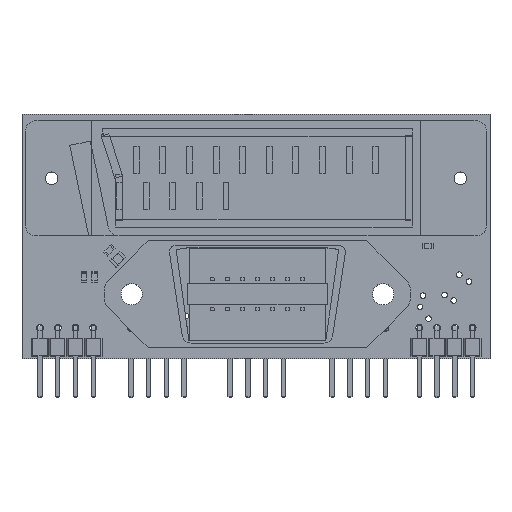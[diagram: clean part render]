
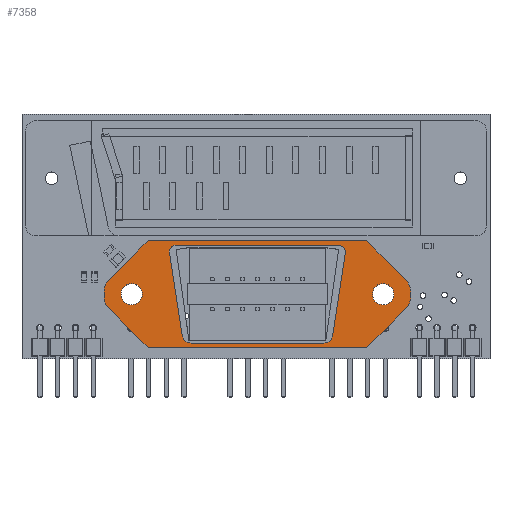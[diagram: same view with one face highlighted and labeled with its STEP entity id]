
A CAD part, top view. The second image highlights one B-rep face of the part: STEP entity #7358.
In plain terms, the highlighted planar face has unit normal (0, 0, 1).
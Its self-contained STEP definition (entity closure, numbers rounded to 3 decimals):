
#7358 = ADVANCED_FACE('',(#7359,#7445,#7547,#7558),#7569,.T.);
#7359 = FACE_BOUND('',#7360,.T.);
#7360 = EDGE_LOOP('',(#7361,#7371,#7380,#7388,#7396,#7405,#7413,#7422,
    #7430,#7438));
#7361 = ORIENTED_EDGE('',*,*,#7362,.F.);
#7362 = EDGE_CURVE('',#7363,#7365,#7367,.T.);
#7363 = VERTEX_POINT('',#7364);
#7364 = CARTESIAN_POINT('',(-17.19,-3.032,1.));
#7365 = VERTEX_POINT('',#7366);
#7366 = CARTESIAN_POINT('',(1.595,-0.392,1.));
#7367 = LINE('',#7368,#7369);
#7368 = CARTESIAN_POINT('',(-20.275,-3.465,1.));
#7369 = VECTOR('',#7370,1.);
#7370 = DIRECTION('',(0.99,0.139,0.));
#7371 = ORIENTED_EDGE('',*,*,#7372,.F.);
#7372 = EDGE_CURVE('',#7373,#7363,#7375,.T.);
#7373 = VERTEX_POINT('',#7374);
#7374 = CARTESIAN_POINT('',(-18.616,-2.119,1.));
#7375 = CIRCLE('',#7376,1.3);
#7376 = AXIS2_PLACEMENT_3D('',#7377,#7378,#7379);
#7377 = CARTESIAN_POINT('',(-17.371,-1.745,1.));
#7378 = DIRECTION('',(-0.,0.,1.));
#7379 = DIRECTION('',(0.139,-0.99,0.));
#7380 = ORIENTED_EDGE('',*,*,#7381,.T.);
#7381 = EDGE_CURVE('',#7373,#7382,#7384,.T.);
#7382 = VERTEX_POINT('',#7383);
#7383 = CARTESIAN_POINT('',(-22.084,9.408,1.));
#7384 = LINE('',#7385,#7386);
#7385 = CARTESIAN_POINT('',(-19.398,0.48,1.));
#7386 = VECTOR('',#7387,1.);
#7387 = DIRECTION('',(-0.288,0.958,0.));
#7388 = ORIENTED_EDGE('',*,*,#7389,.T.);
#7389 = EDGE_CURVE('',#7382,#7390,#7392,.T.);
#7390 = VERTEX_POINT('',#7391);
#7391 = CARTESIAN_POINT('',(-22.086,9.418,1.));
#7392 = LINE('',#7393,#7394);
#7393 = CARTESIAN_POINT('',(-20.275,-3.465,1.));
#7394 = VECTOR('',#7395,1.);
#7395 = DIRECTION('',(-0.139,0.99,0.));
#7396 = ORIENTED_EDGE('',*,*,#7397,.T.);
#7397 = EDGE_CURVE('',#7390,#7398,#7400,.T.);
#7398 = VERTEX_POINT('',#7399);
#7399 = CARTESIAN_POINT('',(-21.243,10.536,1.));
#7400 = CIRCLE('',#7401,0.99);
#7401 = AXIS2_PLACEMENT_3D('',#7402,#7403,#7404);
#7402 = CARTESIAN_POINT('',(-21.105,9.556,1.));
#7403 = DIRECTION('',(0.,-0.,-1.));
#7404 = DIRECTION('',(0.139,-0.99,0.));
#7405 = ORIENTED_EDGE('',*,*,#7406,.T.);
#7406 = EDGE_CURVE('',#7398,#7407,#7409,.T.);
#7407 = VERTEX_POINT('',#7408);
#7408 = CARTESIAN_POINT('',(1.751,13.768,1.));
#7409 = LINE('',#7410,#7411);
#7410 = CARTESIAN_POINT('',(-22.223,10.398,1.));
#7411 = VECTOR('',#7412,1.);
#7412 = DIRECTION('',(0.99,0.139,0.));
#7413 = ORIENTED_EDGE('',*,*,#7414,.T.);
#7414 = EDGE_CURVE('',#7407,#7415,#7417,.T.);
#7415 = VERTEX_POINT('',#7416);
#7416 = CARTESIAN_POINT('',(2.869,12.925,1.));
#7417 = CIRCLE('',#7418,0.99);
#7418 = AXIS2_PLACEMENT_3D('',#7419,#7420,#7421);
#7419 = CARTESIAN_POINT('',(1.889,12.787,1.));
#7420 = DIRECTION('',(0.,-0.,-1.));
#7421 = DIRECTION('',(0.139,-0.99,0.));
#7422 = ORIENTED_EDGE('',*,*,#7423,.F.);
#7423 = EDGE_CURVE('',#7424,#7415,#7426,.T.);
#7424 = VERTEX_POINT('',#7425);
#7425 = CARTESIAN_POINT('',(2.87,12.915,1.));
#7426 = LINE('',#7427,#7428);
#7427 = CARTESIAN_POINT('',(4.68,0.042,1.));
#7428 = VECTOR('',#7429,1.);
#7429 = DIRECTION('',(-0.139,0.99,0.));
#7430 = ORIENTED_EDGE('',*,*,#7431,.F.);
#7431 = EDGE_CURVE('',#7432,#7424,#7434,.T.);
#7432 = VERTEX_POINT('',#7433);
#7433 = CARTESIAN_POINT('',(2.714,0.879,1.));
#7434 = LINE('',#7435,#7436);
#7435 = CARTESIAN_POINT('',(2.706,0.256,1.));
#7436 = VECTOR('',#7437,1.);
#7437 = DIRECTION('',(0.013,1.,0.));
#7438 = ORIENTED_EDGE('',*,*,#7439,.F.);
#7439 = EDGE_CURVE('',#7365,#7432,#7440,.T.);
#7440 = CIRCLE('',#7441,1.3);
#7441 = AXIS2_PLACEMENT_3D('',#7442,#7443,#7444);
#7442 = CARTESIAN_POINT('',(1.414,0.895,1.));
#7443 = DIRECTION('',(-0.,0.,1.));
#7444 = DIRECTION('',(0.139,-0.99,0.));
#7445 = FACE_BOUND('',#7446,.T.);
#7446 = EDGE_LOOP('',(#7447,#7457,#7466,#7474,#7482,#7490,#7499,#7507,
    #7516,#7524,#7532,#7540));
#7447 = ORIENTED_EDGE('',*,*,#7448,.T.);
#7448 = EDGE_CURVE('',#7449,#7451,#7453,.T.);
#7449 = VERTEX_POINT('',#7450);
#7450 = CARTESIAN_POINT('',(13.008,7.963,1.));
#7451 = VERTEX_POINT('',#7452);
#7452 = CARTESIAN_POINT('',(12.921,8.586,1.));
#7453 = LINE('',#7454,#7455);
#7454 = CARTESIAN_POINT('',(14.029,0.699,1.));
#7455 = VECTOR('',#7456,1.);
#7456 = DIRECTION('',(-0.139,0.99,0.));
#7457 = ORIENTED_EDGE('',*,*,#7458,.T.);
#7458 = EDGE_CURVE('',#7451,#7459,#7461,.T.);
#7459 = VERTEX_POINT('',#7460);
#7460 = CARTESIAN_POINT('',(11.95,10.235,1.));
#7461 = CIRCLE('',#7462,2.5);
#7462 = AXIS2_PLACEMENT_3D('',#7463,#7464,#7465);
#7463 = CARTESIAN_POINT('',(10.445,8.238,1.));
#7464 = DIRECTION('',(-0.,0.,1.));
#7465 = DIRECTION('',(0.139,-0.99,0.));
#7466 = ORIENTED_EDGE('',*,*,#7467,.F.);
#7467 = EDGE_CURVE('',#7468,#7459,#7470,.T.);
#7468 = VERTEX_POINT('',#7469);
#7469 = CARTESIAN_POINT('',(5.661,14.974,1.));
#7470 = LINE('',#7471,#7472);
#7471 = CARTESIAN_POINT('',(1.143,18.378,1.));
#7472 = VECTOR('',#7473,1.);
#7473 = DIRECTION('',(0.799,-0.602,0.));
#7474 = ORIENTED_EDGE('',*,*,#7475,.F.);
#7475 = EDGE_CURVE('',#7476,#7468,#7478,.T.);
#7476 = VERTEX_POINT('',#7477);
#7477 = CARTESIAN_POINT('',(-25.334,10.617,1.));
#7478 = LINE('',#7479,#7480);
#7479 = CARTESIAN_POINT('',(-31.573,9.741,1.));
#7480 = VECTOR('',#7481,1.);
#7481 = DIRECTION('',(0.99,0.139,0.));
#7482 = ORIENTED_EDGE('',*,*,#7483,.F.);
#7483 = EDGE_CURVE('',#7484,#7476,#7486,.T.);
#7484 = VERTEX_POINT('',#7485);
#7485 = CARTESIAN_POINT('',(-30.073,4.329,1.));
#7486 = LINE('',#7487,#7488);
#7487 = CARTESIAN_POINT('',(-31.271,2.74,1.));
#7488 = VECTOR('',#7489,1.);
#7489 = DIRECTION('',(0.602,0.799,0.));
#7490 = ORIENTED_EDGE('',*,*,#7491,.T.);
#7491 = EDGE_CURVE('',#7484,#7492,#7494,.T.);
#7492 = VERTEX_POINT('',#7493);
#7493 = CARTESIAN_POINT('',(-30.552,2.477,1.));
#7494 = CIRCLE('',#7495,2.5);
#7495 = AXIS2_PLACEMENT_3D('',#7496,#7497,#7498);
#7496 = CARTESIAN_POINT('',(-28.076,2.824,1.));
#7497 = DIRECTION('',(-0.,0.,1.));
#7498 = DIRECTION('',(0.139,-0.99,0.));
#7499 = ORIENTED_EDGE('',*,*,#7500,.F.);
#7500 = EDGE_CURVE('',#7501,#7492,#7503,.T.);
#7501 = VERTEX_POINT('',#7502);
#7502 = CARTESIAN_POINT('',(-30.464,1.854,1.));
#7503 = LINE('',#7504,#7505);
#7504 = CARTESIAN_POINT('',(-29.444,-5.41,1.));
#7505 = VECTOR('',#7506,1.);
#7506 = DIRECTION('',(-0.139,0.99,0.));
#7507 = ORIENTED_EDGE('',*,*,#7508,.T.);
#7508 = EDGE_CURVE('',#7501,#7509,#7511,.T.);
#7509 = VERTEX_POINT('',#7510);
#7510 = CARTESIAN_POINT('',(-29.493,0.205,1.));
#7511 = CIRCLE('',#7512,2.5);
#7512 = AXIS2_PLACEMENT_3D('',#7513,#7514,#7515);
#7513 = CARTESIAN_POINT('',(-27.989,2.202,1.));
#7514 = DIRECTION('',(-0.,0.,1.));
#7515 = DIRECTION('',(0.139,-0.99,0.));
#7516 = ORIENTED_EDGE('',*,*,#7517,.T.);
#7517 = EDGE_CURVE('',#7509,#7518,#7520,.T.);
#7518 = VERTEX_POINT('',#7519);
#7519 = CARTESIAN_POINT('',(-23.205,-4.534,1.));
#7520 = LINE('',#7521,#7522);
#7521 = CARTESIAN_POINT('',(-26.763,-1.853,1.));
#7522 = VECTOR('',#7523,1.);
#7523 = DIRECTION('',(0.799,-0.602,0.));
#7524 = ORIENTED_EDGE('',*,*,#7525,.T.);
#7525 = EDGE_CURVE('',#7518,#7526,#7528,.T.);
#7526 = VERTEX_POINT('',#7527);
#7527 = CARTESIAN_POINT('',(7.791,-0.177,1.));
#7528 = LINE('',#7529,#7530);
#7529 = CARTESIAN_POINT('',(-29.444,-5.41,1.));
#7530 = VECTOR('',#7531,1.);
#7531 = DIRECTION('',(0.99,0.139,0.));
#7532 = ORIENTED_EDGE('',*,*,#7533,.F.);
#7533 = EDGE_CURVE('',#7534,#7526,#7536,.T.);
#7534 = VERTEX_POINT('',#7535);
#7535 = CARTESIAN_POINT('',(12.529,6.111,1.));
#7536 = LINE('',#7537,#7538);
#7537 = CARTESIAN_POINT('',(1.131,-9.015,1.));
#7538 = VECTOR('',#7539,1.);
#7539 = DIRECTION('',(-0.602,-0.799,0.));
#7540 = ORIENTED_EDGE('',*,*,#7541,.T.);
#7541 = EDGE_CURVE('',#7534,#7449,#7542,.T.);
#7542 = CIRCLE('',#7543,2.5);
#7543 = AXIS2_PLACEMENT_3D('',#7544,#7545,#7546);
#7544 = CARTESIAN_POINT('',(10.533,7.616,1.));
#7545 = DIRECTION('',(-0.,0.,1.));
#7546 = DIRECTION('',(0.139,-0.99,0.));
#7547 = FACE_BOUND('',#7548,.T.);
#7548 = EDGE_LOOP('',(#7549));
#7549 = ORIENTED_EDGE('',*,*,#7550,.F.);
#7550 = EDGE_CURVE('',#7551,#7551,#7553,.T.);
#7551 = VERTEX_POINT('',#7552);
#7552 = CARTESIAN_POINT('',(-25.087,2.927,1.));
#7553 = CIRCLE('',#7554,1.525);
#7554 = AXIS2_PLACEMENT_3D('',#7555,#7556,#7557);
#7555 = CARTESIAN_POINT('',(-26.597,2.715,1.));
#7556 = DIRECTION('',(0.,-0.,1.));
#7557 = DIRECTION('',(0.99,0.139,0.));
#7558 = FACE_BOUND('',#7559,.T.);
#7559 = EDGE_LOOP('',(#7560));
#7560 = ORIENTED_EDGE('',*,*,#7561,.F.);
#7561 = EDGE_CURVE('',#7562,#7562,#7564,.T.);
#7562 = VERTEX_POINT('',#7563);
#7563 = CARTESIAN_POINT('',(10.563,7.937,1.));
#7564 = CIRCLE('',#7565,1.525);
#7565 = AXIS2_PLACEMENT_3D('',#7566,#7567,#7568);
#7566 = CARTESIAN_POINT('',(9.053,7.725,1.));
#7567 = DIRECTION('',(0.,-0.,1.));
#7568 = DIRECTION('',(0.99,0.139,0.));
#7569 = PLANE('',#7570);
#7570 = AXIS2_PLACEMENT_3D('',#7571,#7572,#7573);
#7571 = CARTESIAN_POINT('',(-29.444,-5.41,1.));
#7572 = DIRECTION('',(0.,0.,1.));
#7573 = DIRECTION('',(0.99,0.139,-0.));
